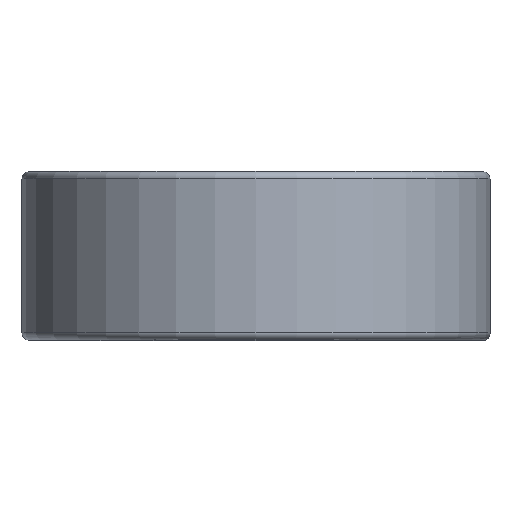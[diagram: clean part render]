
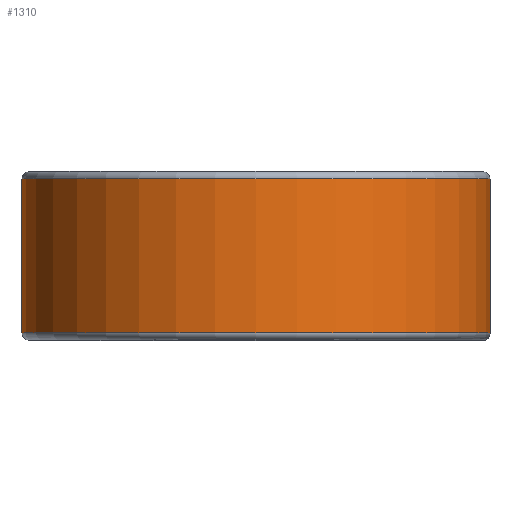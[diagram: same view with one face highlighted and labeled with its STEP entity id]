
A CAD part, top view. The second image highlights one B-rep face of the part: STEP entity #1310.
In plain terms, the highlighted cylindrical face has radius 24.232 mm (diameter 48.463 mm), a partial arc.
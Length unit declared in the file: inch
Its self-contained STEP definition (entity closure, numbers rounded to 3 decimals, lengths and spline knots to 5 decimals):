
#19 = EDGE_CURVE ( 'NONE', #2051, #2143, #58, .T. ) ;
#58 = LINE ( 'NONE', #1159, #1289 ) ;
#88 = EDGE_CURVE ( 'NONE', #1750, #1882, #1513, .T. ) ;
#181 = CARTESIAN_POINT ( 'NONE',  ( 0.954, 0.31375, 0. ) ) ;
#186 = ORIENTED_EDGE ( 'NONE', *, *, #88, .F. ) ;
#255 = CARTESIAN_POINT ( 'NONE',  ( 0., 0.31375, -0.954 ) ) ;
#321 = CARTESIAN_POINT ( 'NONE',  ( 0.954, -0.31375, 0. ) ) ;
#346 = ORIENTED_EDGE ( 'NONE', *, *, #929, .T. ) ;
#363 = CIRCLE ( 'NONE', #1500, 0.954 ) ;
#386 = VECTOR ( 'NONE', #545, 39.37008 ) ;
#414 = AXIS2_PLACEMENT_3D ( 'NONE', #1403, #1396, #1388 ) ;
#441 = DIRECTION ( 'NONE',  ( 0., 0., -1. ) ) ;
#453 = ORIENTED_EDGE ( 'NONE', *, *, #1358, .F. ) ;
#458 = DIRECTION ( 'NONE',  ( 0., -1., 0. ) ) ;
#467 = CARTESIAN_POINT ( 'NONE',  ( 0., -0.31375, 0. ) ) ;
#545 = DIRECTION ( 'NONE',  ( 0., 1., 0. ) ) ;
#562 = CARTESIAN_POINT ( 'NONE',  ( 0., 0.31375, -0.954 ) ) ;
#785 = FACE_OUTER_BOUND ( 'NONE', #1997, .T. ) ;
#867 = AXIS2_PLACEMENT_3D ( 'NONE', #1590, #1751, #1253 ) ;
#929 = EDGE_CURVE ( 'NONE', #2143, #1882, #2028, .T. ) ;
#1128 = DIRECTION ( 'NONE',  ( 0., 1., 0. ) ) ;
#1159 = CARTESIAN_POINT ( 'NONE',  ( 0.954, 0.31375, 0. ) ) ;
#1253 = DIRECTION ( 'NONE',  ( 0., 0., -1. ) ) ;
#1289 = VECTOR ( 'NONE', #1128, 39.37008 ) ;
#1310 = ADVANCED_FACE ( 'NONE', ( #785 ), #1354, .T. ) ;
#1354 = CYLINDRICAL_SURFACE ( 'NONE', #867, 0.954 ) ;
#1358 = EDGE_CURVE ( 'NONE', #2051, #1750, #363, .T. ) ;
#1388 = DIRECTION ( 'NONE',  ( 0., 0., -1. ) ) ;
#1396 = DIRECTION ( 'NONE',  ( 0., -1., 0. ) ) ;
#1403 = CARTESIAN_POINT ( 'NONE',  ( 0., 0.31375, 0. ) ) ;
#1500 = AXIS2_PLACEMENT_3D ( 'NONE', #467, #458, #441 ) ;
#1513 = LINE ( 'NONE', #562, #386 ) ;
#1590 = CARTESIAN_POINT ( 'NONE',  ( 0., 0.3125, 0. ) ) ;
#1750 = VERTEX_POINT ( 'NONE', #2128 ) ;
#1751 = DIRECTION ( 'NONE',  ( 0., -1., 0. ) ) ;
#1882 = VERTEX_POINT ( 'NONE', #255 ) ;
#1997 = EDGE_LOOP ( 'NONE', ( #2340, #346, #186, #453 ) ) ;
#2028 = CIRCLE ( 'NONE', #414, 0.954 ) ;
#2051 = VERTEX_POINT ( 'NONE', #321 ) ;
#2128 = CARTESIAN_POINT ( 'NONE',  ( 0., -0.31375, -0.954 ) ) ;
#2143 = VERTEX_POINT ( 'NONE', #181 ) ;
#2340 = ORIENTED_EDGE ( 'NONE', *, *, #19, .T. ) ;
